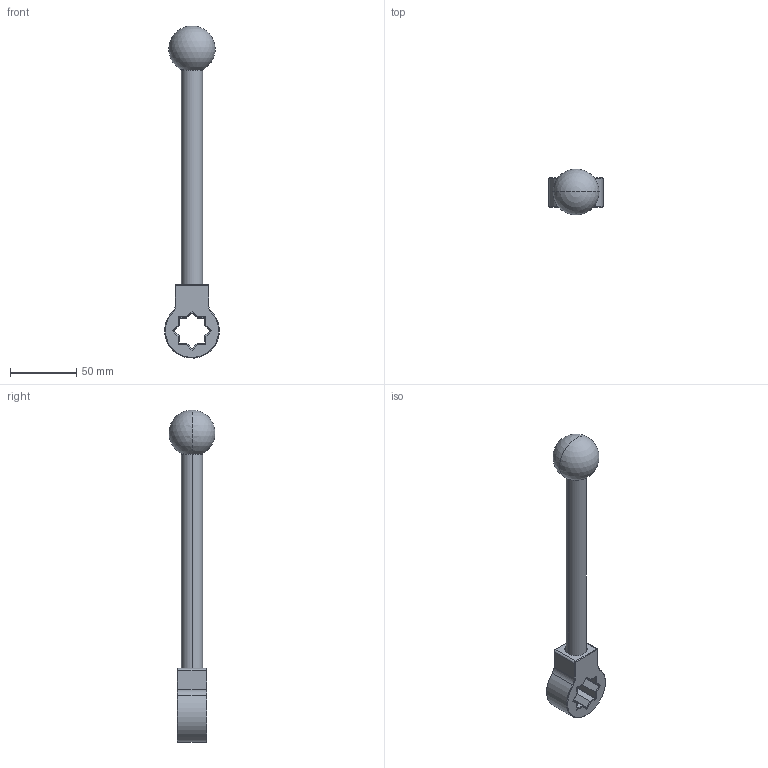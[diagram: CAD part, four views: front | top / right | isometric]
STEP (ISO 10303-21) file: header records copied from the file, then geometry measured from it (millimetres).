
FILE_DESCRIPTION((''),'2;1');
FILE_NAME('2_TS_HANDLE','2012-01-25T',('sobri'),(''),'PRO/ENGINEER BY PARAMETRIC TECHNOLOGY CORPORATION, 2011180','PRO/ENGINEER BY PARAMETRIC TECHNOLOGY CORPORATION, 2011180','');
FILE_SCHEMA(('CONFIG_CONTROL_DESIGN'));
Length unit declared in the file: inch
Products named in the file (1): 2_TS_HANDLE
Bounding box: 41.12 x 34.64 x 250.33 mm (x, y, z)
Volume: 83074.4 mm3; surface area: 20334.7 mm2
Topology: 1 solids, 3 shells, 101 faces, 258 edges, 162 vertices
Faces by surface type: plane 53, cylinder 24, cone 22, sphere 2
Entity records: 3084 total; most frequent: CARTESIAN_POINT 577, DIRECTION 518, ORIENTED_EDGE 508, EDGE_CURVE 254, AXIS2_PLACEMENT_3D 177, VECTOR 164, LINE 164, VERTEX_POINT 162
